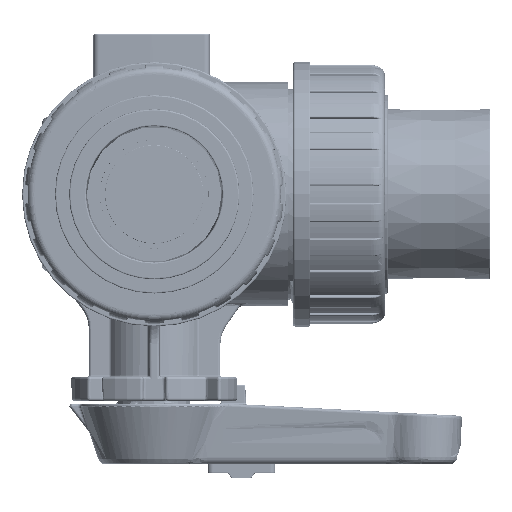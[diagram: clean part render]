
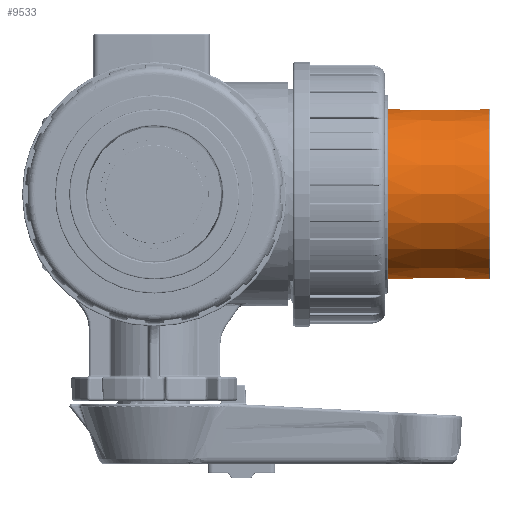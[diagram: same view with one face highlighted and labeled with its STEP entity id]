
A CAD part, front view. The second image highlights one B-rep face of the part: STEP entity #9533.
In plain terms, the highlighted conical face has half-angle 0.076 degrees and reference radius 31.5 mm.
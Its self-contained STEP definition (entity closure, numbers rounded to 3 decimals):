
#642=CONICAL_SURFACE('',#91600,31.5,0.076);
#9533=ADVANCED_FACE('',(#21988,#21989),#642,.T.);
#21988=FACE_BOUND('',#23884,.T.);
#21989=FACE_BOUND('',#23885,.T.);
#23884=EDGE_LOOP('',(#37105));
#23885=EDGE_LOOP('',(#37106));
#28959=CIRCLE('',#91598,31.501);
#28960=CIRCLE('',#91599,31.55);
#37105=ORIENTED_EDGE('',*,*,#69587,.T.);
#37106=ORIENTED_EDGE('',*,*,#69588,.T.);
#60163=VERTEX_POINT('',#140135);
#60164=VERTEX_POINT('',#140137);
#69587=EDGE_CURVE('',#60163,#60163,#28959,.T.);
#69588=EDGE_CURVE('',#60164,#60164,#28960,.T.);
#91598=AXIS2_PLACEMENT_3D('',#140134,#101655,#101656);
#91599=AXIS2_PLACEMENT_3D('',#140136,#101657,#101658);
#91600=AXIS2_PLACEMENT_3D('',#140138,#101659,#101660);
#101655=DIRECTION('',(-1.,0.,0.));
#101656=DIRECTION('',(0.,1.,0.));
#101657=DIRECTION('',(1.,0.,0.));
#101658=DIRECTION('',(0.,1.,0.));
#101659=DIRECTION('',(-1.,0.,0.));
#101660=DIRECTION('',(0.,-1.,0.));
#140134=CARTESIAN_POINT('',(543.779,0.006,0.));
#140135=CARTESIAN_POINT('',(543.779,31.507,0.));
#140136=CARTESIAN_POINT('',(506.479,0.006,0.));
#140137=CARTESIAN_POINT('',(506.479,31.556,0.));
#140138=CARTESIAN_POINT('',(544.279,0.006,0.));
